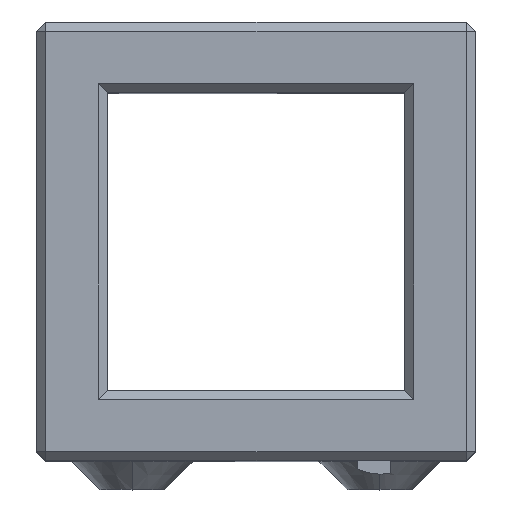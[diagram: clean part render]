
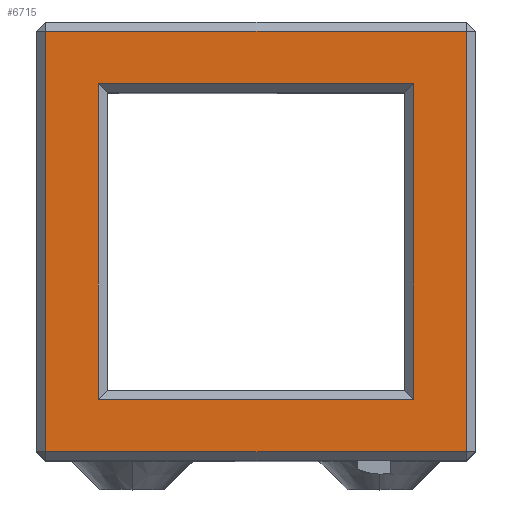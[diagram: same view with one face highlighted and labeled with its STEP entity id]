
A CAD part, top view. The second image highlights one B-rep face of the part: STEP entity #6715.
In plain terms, the highlighted planar face has unit normal (0, 0, 1).
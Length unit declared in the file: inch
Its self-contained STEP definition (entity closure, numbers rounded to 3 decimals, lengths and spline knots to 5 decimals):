
#1116 = EDGE_LOOP ( 'NONE', ( #7661, #7663, #7665, #7666 ) ) ;
#1122 = EDGE_LOOP ( 'NONE', ( #7655, #7656, #7658, #7660 ) ) ;
#5201 = VECTOR ( 'NONE', #7598, 39.37008 ) ;
#6523 = AXIS2_PLACEMENT_3D ( 'NONE', #7226, #7233, #7234 ) ;
#6623 = VECTOR ( 'NONE', #7595, 39.37008 ) ;
#6626 = VECTOR ( 'NONE', #7593, 39.37008 ) ;
#6715 = ADVANCED_FACE ( 'NONE', ( #7230, #7223 ), #7231, .F. ) ;
#6908 = EDGE_CURVE ( 'NONE', #7885, #7893, #7590, .T. ) ;
#6909 = EDGE_CURVE ( 'NONE', #7893, #7899, #7567, .T. ) ;
#6910 = EDGE_CURVE ( 'NONE', #7899, #7901, #7596, .T. ) ;
#6913 = EDGE_CURVE ( 'NONE', #7901, #7885, #7599, .T. ) ;
#6915 = EDGE_CURVE ( 'NONE', #7863, #7903, #7602, .T. ) ;
#6917 = EDGE_CURVE ( 'NONE', #7903, #7905, #7579, .T. ) ;
#6920 = EDGE_CURVE ( 'NONE', #7905, #7907, #7608, .T. ) ;
#6922 = EDGE_CURVE ( 'NONE', #7907, #7863, #7615, .T. ) ;
#7223 = FACE_OUTER_BOUND ( 'NONE', #1116, .T. ) ;
#7226 = CARTESIAN_POINT ( 'NONE',  ( -0.775, 0.775, 0.98425 ) ) ;
#7230 = FACE_BOUND ( 'NONE', #1122, .T. ) ;
#7231 = PLANE ( 'NONE',  #6523 ) ;
#7233 = DIRECTION ( 'NONE',  ( 0., 0., -1. ) ) ;
#7234 = DIRECTION ( 'NONE',  ( -1., 0., 0. ) ) ;
#7567 = LINE ( 'NONE', #7594, #6623 ) ;
#7579 = LINE ( 'NONE', #7606, #7943 ) ;
#7590 = LINE ( 'NONE', #7592, #6626 ) ;
#7592 = CARTESIAN_POINT ( 'NONE',  ( -0.775, 0.557, 0.98425 ) ) ;
#7593 = DIRECTION ( 'NONE',  ( 1., 0., 0. ) ) ;
#7594 = CARTESIAN_POINT ( 'NONE',  ( 0.557, 0.775, 0.98425 ) ) ;
#7595 = DIRECTION ( 'NONE',  ( 0., -1., 0. ) ) ;
#7596 = LINE ( 'NONE', #7597, #5201 ) ;
#7597 = CARTESIAN_POINT ( 'NONE',  ( -0.775, -0.557, 0.98425 ) ) ;
#7598 = DIRECTION ( 'NONE',  ( -1., 0., 0. ) ) ;
#7599 = LINE ( 'NONE', #7600, #7940 ) ;
#7600 = CARTESIAN_POINT ( 'NONE',  ( -0.557, 0.775, 0.98425 ) ) ;
#7601 = DIRECTION ( 'NONE',  ( 0., 1., 0. ) ) ;
#7602 = LINE ( 'NONE', #7604, #7941 ) ;
#7604 = CARTESIAN_POINT ( 'NONE',  ( 0.743, 0.775, 0.98425 ) ) ;
#7605 = DIRECTION ( 'NONE',  ( 0., 1., 0. ) ) ;
#7606 = CARTESIAN_POINT ( 'NONE',  ( -0.775, 0.743, 0.98425 ) ) ;
#7607 = DIRECTION ( 'NONE',  ( -1., 0., 0. ) ) ;
#7608 = LINE ( 'NONE', #7611, #7942 ) ;
#7611 = CARTESIAN_POINT ( 'NONE',  ( -0.743, -0.775, 0.98425 ) ) ;
#7613 = DIRECTION ( 'NONE',  ( 0., -1., 0. ) ) ;
#7615 = LINE ( 'NONE', #7618, #7944 ) ;
#7618 = CARTESIAN_POINT ( 'NONE',  ( 0.775, -0.743, 0.98425 ) ) ;
#7620 = DIRECTION ( 'NONE',  ( 1., 0., 0. ) ) ;
#7655 = ORIENTED_EDGE ( 'NONE', *, *, #6908, .T. ) ;
#7656 = ORIENTED_EDGE ( 'NONE', *, *, #6909, .T. ) ;
#7658 = ORIENTED_EDGE ( 'NONE', *, *, #6910, .T. ) ;
#7660 = ORIENTED_EDGE ( 'NONE', *, *, #6913, .T. ) ;
#7661 = ORIENTED_EDGE ( 'NONE', *, *, #6915, .T. ) ;
#7663 = ORIENTED_EDGE ( 'NONE', *, *, #6917, .T. ) ;
#7665 = ORIENTED_EDGE ( 'NONE', *, *, #6920, .T. ) ;
#7666 = ORIENTED_EDGE ( 'NONE', *, *, #6922, .T. ) ;
#7789 = CARTESIAN_POINT ( 'NONE',  ( 0.743, -0.743, 0.98425 ) ) ;
#7811 = CARTESIAN_POINT ( 'NONE',  ( -0.557, 0.557, 0.98425 ) ) ;
#7819 = CARTESIAN_POINT ( 'NONE',  ( 0.557, 0.557, 0.98425 ) ) ;
#7825 = CARTESIAN_POINT ( 'NONE',  ( 0.557, -0.557, 0.98425 ) ) ;
#7827 = CARTESIAN_POINT ( 'NONE',  ( -0.557, -0.557, 0.98425 ) ) ;
#7829 = CARTESIAN_POINT ( 'NONE',  ( 0.743, 0.743, 0.98425 ) ) ;
#7831 = CARTESIAN_POINT ( 'NONE',  ( -0.743, 0.743, 0.98425 ) ) ;
#7833 = CARTESIAN_POINT ( 'NONE',  ( -0.743, -0.743, 0.98425 ) ) ;
#7863 = VERTEX_POINT ( 'NONE', #7789 ) ;
#7885 = VERTEX_POINT ( 'NONE', #7811 ) ;
#7893 = VERTEX_POINT ( 'NONE', #7819 ) ;
#7899 = VERTEX_POINT ( 'NONE', #7825 ) ;
#7901 = VERTEX_POINT ( 'NONE', #7827 ) ;
#7903 = VERTEX_POINT ( 'NONE', #7829 ) ;
#7905 = VERTEX_POINT ( 'NONE', #7831 ) ;
#7907 = VERTEX_POINT ( 'NONE', #7833 ) ;
#7940 = VECTOR ( 'NONE', #7601, 39.37008 ) ;
#7941 = VECTOR ( 'NONE', #7605, 39.37008 ) ;
#7942 = VECTOR ( 'NONE', #7613, 39.37008 ) ;
#7943 = VECTOR ( 'NONE', #7607, 39.37008 ) ;
#7944 = VECTOR ( 'NONE', #7620, 39.37008 ) ;
